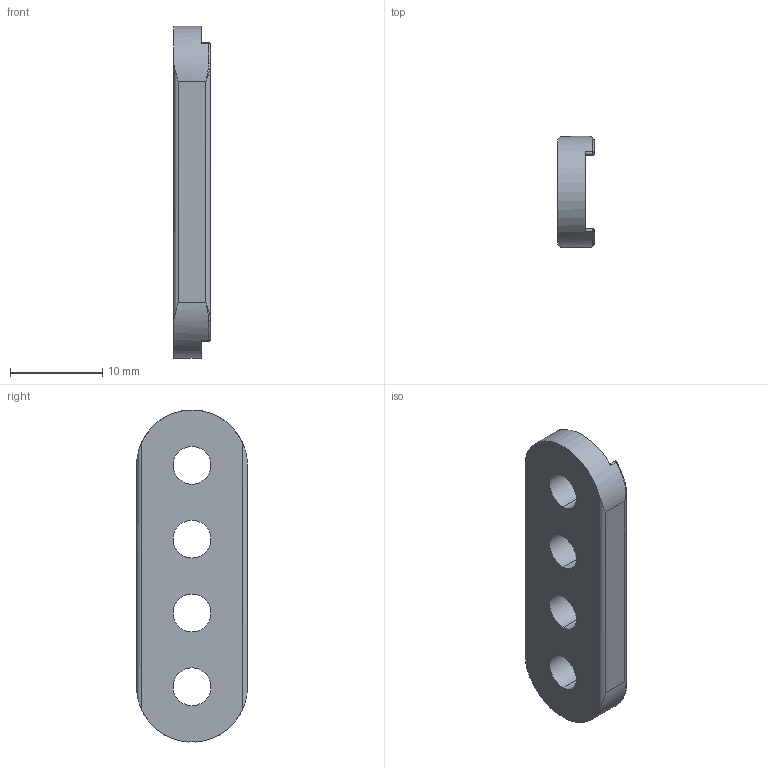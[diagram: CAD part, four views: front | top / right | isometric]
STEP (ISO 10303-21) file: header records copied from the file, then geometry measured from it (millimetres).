
FILE_DESCRIPTION (( 'STEP AP214' ), '1' );
FILE_NAME ('Beam0412-036µ¥¿×Áº.step', '2016-10-28T04:03:43', ( 'dell' ), ( '' ), 'SwSTEP 2.0', 'SolidWorks 2013', '' );
FILE_SCHEMA (( 'AUTOMOTIVE_DESIGN' ));
Length unit declared in the file: millimetre
Products named in the file (1): Beam0412-036等謂褽
Bounding box: 4 x 12 x 35.99 mm (x, y, z)
Volume: 1159.1 mm3; surface area: 1210.8 mm2
Topology: 1 solids, 1 shells, 46 faces, 116 edges, 64 vertices
Faces by surface type: cylinder 22, sphere 8, plane 8, bspline 4, torus 4
Entity records: 1510 total; most frequent: CARTESIAN_POINT 399, DIRECTION 242, ORIENTED_EDGE 216, EDGE_CURVE 108, AXIS2_PLACEMENT_3D 103, VERTEX_POINT 64, CIRCLE 60, EDGE_LOOP 54
